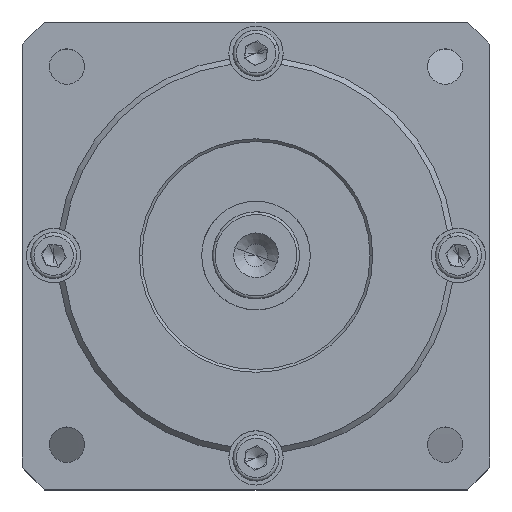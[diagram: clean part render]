
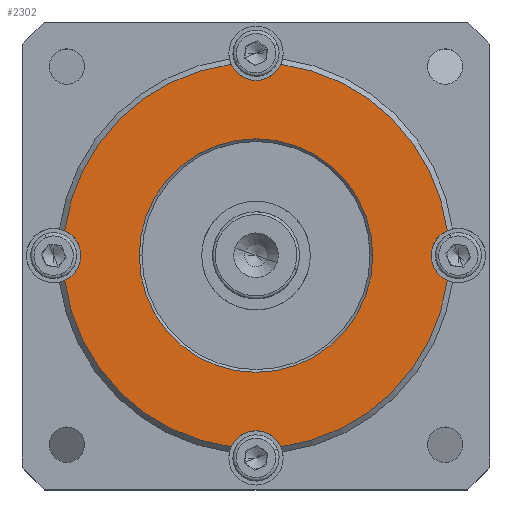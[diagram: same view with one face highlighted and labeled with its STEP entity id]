
A CAD part, top view. The second image highlights one B-rep face of the part: STEP entity #2302.
In plain terms, the highlighted planar face has unit normal (0, 0, 1).
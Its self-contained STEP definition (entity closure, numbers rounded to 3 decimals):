
#10 = EDGE_CURVE ( 'NONE', #5811, #6687, #9227, .T. ) ;
#201 = CIRCLE ( 'NONE', #6028, 5. ) ;
#288 = ORIENTED_EDGE ( 'NONE', *, *, #6468, .T. ) ;
#316 = DIRECTION ( 'NONE',  ( 1., 0., 0. ) ) ;
#339 = DIRECTION ( 'NONE',  ( 0., 0., 1. ) ) ;
#383 = CIRCLE ( 'NONE', #2829, 35.5 ) ;
#388 = VERTEX_POINT ( 'NONE', #2879 ) ;
#499 = CARTESIAN_POINT ( 'NONE',  ( -4.563, -35.206, 15. ) ) ;
#617 = ORIENTED_EDGE ( 'NONE', *, *, #5363, .F. ) ;
#626 = ORIENTED_EDGE ( 'NONE', *, *, #8056, .T. ) ;
#768 = EDGE_LOOP ( 'NONE', ( #2880, #288 ) ) ;
#836 = AXIS2_PLACEMENT_3D ( 'NONE', #4842, #9073, #6873 ) ;
#865 = VERTEX_POINT ( 'NONE', #3669 ) ;
#898 = EDGE_CURVE ( 'NONE', #388, #4290, #6181, .T. ) ;
#934 = CARTESIAN_POINT ( 'NONE',  ( -35.206, 4.563, 15. ) ) ;
#963 = AXIS2_PLACEMENT_3D ( 'NONE', #5069, #1379, #5210 ) ;
#1103 = DIRECTION ( 'NONE',  ( 1., 0., 0. ) ) ;
#1111 = DIRECTION ( 'NONE',  ( 0., 0., 1. ) ) ;
#1239 = ORIENTED_EDGE ( 'NONE', *, *, #5643, .F. ) ;
#1324 = DIRECTION ( 'NONE',  ( 1., 0., 0. ) ) ;
#1350 = ORIENTED_EDGE ( 'NONE', *, *, #1788, .F. ) ;
#1379 = DIRECTION ( 'NONE',  ( 0., 0., 1. ) ) ;
#1447 = CIRCLE ( 'NONE', #3276, 5. ) ;
#1492 = CARTESIAN_POINT ( 'NONE',  ( 37.25, 0., 15. ) ) ;
#1659 = VERTEX_POINT ( 'NONE', #1663 ) ;
#1663 = CARTESIAN_POINT ( 'NONE',  ( -32.25, 0., 15. ) ) ;
#1788 = EDGE_CURVE ( 'NONE', #8037, #4290, #2199, .T. ) ;
#1867 = CARTESIAN_POINT ( 'NONE',  ( 4.563, -35.206, 15. ) ) ;
#1899 = AXIS2_PLACEMENT_3D ( 'NONE', #6900, #3198, #316 ) ;
#1966 = AXIS2_PLACEMENT_3D ( 'NONE', #7666, #4021, #6818 ) ;
#2066 = EDGE_CURVE ( 'NONE', #8981, #3005, #2825, .T. ) ;
#2199 = CIRCLE ( 'NONE', #1899, 5. ) ;
#2251 = CARTESIAN_POINT ( 'NONE',  ( -4.563, 35.206, 15. ) ) ;
#2260 = DIRECTION ( 'NONE',  ( 0., 0., 1. ) ) ;
#2293 = EDGE_CURVE ( 'NONE', #8037, #865, #8649, .T. ) ;
#2302 = ADVANCED_FACE ( 'NONE', ( #4788, #3213 ), #6144, .T. ) ;
#2480 = CARTESIAN_POINT ( 'NONE',  ( 4.563, 35.206, 15. ) ) ;
#2554 = DIRECTION ( 'NONE',  ( 1., 0., 0. ) ) ;
#2804 = CARTESIAN_POINT ( 'NONE',  ( 0., 37.25, 15. ) ) ;
#2825 = CIRCLE ( 'NONE', #6357, 21.5 ) ;
#2829 = AXIS2_PLACEMENT_3D ( 'NONE', #6102, #339, #1103 ) ;
#2879 = CARTESIAN_POINT ( 'NONE',  ( -35.206, -4.563, 15. ) ) ;
#2880 = ORIENTED_EDGE ( 'NONE', *, *, #2066, .T. ) ;
#2897 = DIRECTION ( 'NONE',  ( 1., 0., 0. ) ) ;
#2954 = VERTEX_POINT ( 'NONE', #934 ) ;
#3005 = VERTEX_POINT ( 'NONE', #8653 ) ;
#3198 = DIRECTION ( 'NONE',  ( 0., 0., 1. ) ) ;
#3213 = FACE_OUTER_BOUND ( 'NONE', #3281, .T. ) ;
#3276 = AXIS2_PLACEMENT_3D ( 'NONE', #6454, #7315, #2897 ) ;
#3281 = EDGE_LOOP ( 'NONE', ( #4662, #5253, #4535, #6288, #7519, #1350, #6805, #1239, #617, #626 ) ) ;
#3402 = CIRCLE ( 'NONE', #8771, 21.5 ) ;
#3450 = DIRECTION ( 'NONE',  ( 1., 0., 0. ) ) ;
#3656 = DIRECTION ( 'NONE',  ( 0., 0., 1. ) ) ;
#3669 = CARTESIAN_POINT ( 'NONE',  ( 35.206, -4.563, 15. ) ) ;
#4013 = AXIS2_PLACEMENT_3D ( 'NONE', #1492, #8014, #9426 ) ;
#4021 = DIRECTION ( 'NONE',  ( 0., 0., 1. ) ) ;
#4290 = VERTEX_POINT ( 'NONE', #499 ) ;
#4535 = ORIENTED_EDGE ( 'NONE', *, *, #9470, .F. ) ;
#4662 = ORIENTED_EDGE ( 'NONE', *, *, #10, .F. ) ;
#4675 = AXIS2_PLACEMENT_3D ( 'NONE', #9316, #9360, #3450 ) ;
#4723 = VERTEX_POINT ( 'NONE', #7878 ) ;
#4753 = CARTESIAN_POINT ( 'NONE',  ( 0., 0., 15. ) ) ;
#4788 = FACE_BOUND ( 'NONE', #768, .T. ) ;
#4842 = CARTESIAN_POINT ( 'NONE',  ( 0., 0., 15. ) ) ;
#5069 = CARTESIAN_POINT ( 'NONE',  ( 0., 0., 15. ) ) ;
#5096 = DIRECTION ( 'NONE',  ( 1., 0., 0. ) ) ;
#5210 = DIRECTION ( 'NONE',  ( 1., 0., 0. ) ) ;
#5253 = ORIENTED_EDGE ( 'NONE', *, *, #7719, .T. ) ;
#5363 = EDGE_CURVE ( 'NONE', #6941, #4723, #201, .T. ) ;
#5623 = DIRECTION ( 'NONE',  ( 1., 0., 0. ) ) ;
#5643 = EDGE_CURVE ( 'NONE', #4723, #865, #8917, .T. ) ;
#5752 = CARTESIAN_POINT ( 'NONE',  ( 0., 0., 15. ) ) ;
#5811 = VERTEX_POINT ( 'NONE', #2251 ) ;
#5895 = DIRECTION ( 'NONE',  ( 1., 0., 0. ) ) ;
#6028 = AXIS2_PLACEMENT_3D ( 'NONE', #8696, #2260, #5096 ) ;
#6102 = CARTESIAN_POINT ( 'NONE',  ( 0., 0., 15. ) ) ;
#6144 = PLANE ( 'NONE',  #4675 ) ;
#6181 = CIRCLE ( 'NONE', #963, 35.5 ) ;
#6288 = ORIENTED_EDGE ( 'NONE', *, *, #7313, .F. ) ;
#6357 = AXIS2_PLACEMENT_3D ( 'NONE', #6359, #9287, #5623 ) ;
#6359 = CARTESIAN_POINT ( 'NONE',  ( 0., 0., 15. ) ) ;
#6454 = CARTESIAN_POINT ( 'NONE',  ( -37.25, 0., 15. ) ) ;
#6468 = EDGE_CURVE ( 'NONE', #3005, #8981, #3402, .T. ) ;
#6621 = AXIS2_PLACEMENT_3D ( 'NONE', #2804, #3656, #1324 ) ;
#6687 = VERTEX_POINT ( 'NONE', #2480 ) ;
#6805 = ORIENTED_EDGE ( 'NONE', *, *, #2293, .T. ) ;
#6818 = DIRECTION ( 'NONE',  ( 1., 0., 0. ) ) ;
#6873 = DIRECTION ( 'NONE',  ( 1., 0., 0. ) ) ;
#6900 = CARTESIAN_POINT ( 'NONE',  ( 0., -37.25, 15. ) ) ;
#6941 = VERTEX_POINT ( 'NONE', #9403 ) ;
#7117 = CIRCLE ( 'NONE', #8339, 35.5 ) ;
#7313 = EDGE_CURVE ( 'NONE', #388, #1659, #1447, .T. ) ;
#7315 = DIRECTION ( 'NONE',  ( 0., 0., 1. ) ) ;
#7449 = CARTESIAN_POINT ( 'NONE',  ( 21.5, 0., 15. ) ) ;
#7519 = ORIENTED_EDGE ( 'NONE', *, *, #898, .T. ) ;
#7666 = CARTESIAN_POINT ( 'NONE',  ( -37.25, 0., 15. ) ) ;
#7719 = EDGE_CURVE ( 'NONE', #5811, #2954, #7117, .T. ) ;
#7878 = CARTESIAN_POINT ( 'NONE',  ( 32.25, 0., 15. ) ) ;
#8014 = DIRECTION ( 'NONE',  ( 0., 0., 1. ) ) ;
#8037 = VERTEX_POINT ( 'NONE', #1867 ) ;
#8056 = EDGE_CURVE ( 'NONE', #6941, #6687, #383, .T. ) ;
#8339 = AXIS2_PLACEMENT_3D ( 'NONE', #4753, #1111, #2554 ) ;
#8649 = CIRCLE ( 'NONE', #836, 35.5 ) ;
#8653 = CARTESIAN_POINT ( 'NONE',  ( -21.5, 0., 15. ) ) ;
#8681 = DIRECTION ( 'NONE',  ( 0., 0., -1. ) ) ;
#8696 = CARTESIAN_POINT ( 'NONE',  ( 37.25, 0., 15. ) ) ;
#8771 = AXIS2_PLACEMENT_3D ( 'NONE', #5752, #8681, #5895 ) ;
#8917 = CIRCLE ( 'NONE', #4013, 5. ) ;
#8981 = VERTEX_POINT ( 'NONE', #7449 ) ;
#9073 = DIRECTION ( 'NONE',  ( 0., 0., 1. ) ) ;
#9227 = CIRCLE ( 'NONE', #6621, 5. ) ;
#9287 = DIRECTION ( 'NONE',  ( 0., 0., -1. ) ) ;
#9316 = CARTESIAN_POINT ( 'NONE',  ( 0., 0., 15. ) ) ;
#9360 = DIRECTION ( 'NONE',  ( 0., 0., 1. ) ) ;
#9403 = CARTESIAN_POINT ( 'NONE',  ( 35.206, 4.563, 15. ) ) ;
#9426 = DIRECTION ( 'NONE',  ( 1., 0., 0. ) ) ;
#9470 = EDGE_CURVE ( 'NONE', #1659, #2954, #9477, .T. ) ;
#9477 = CIRCLE ( 'NONE', #1966, 5. ) ;
